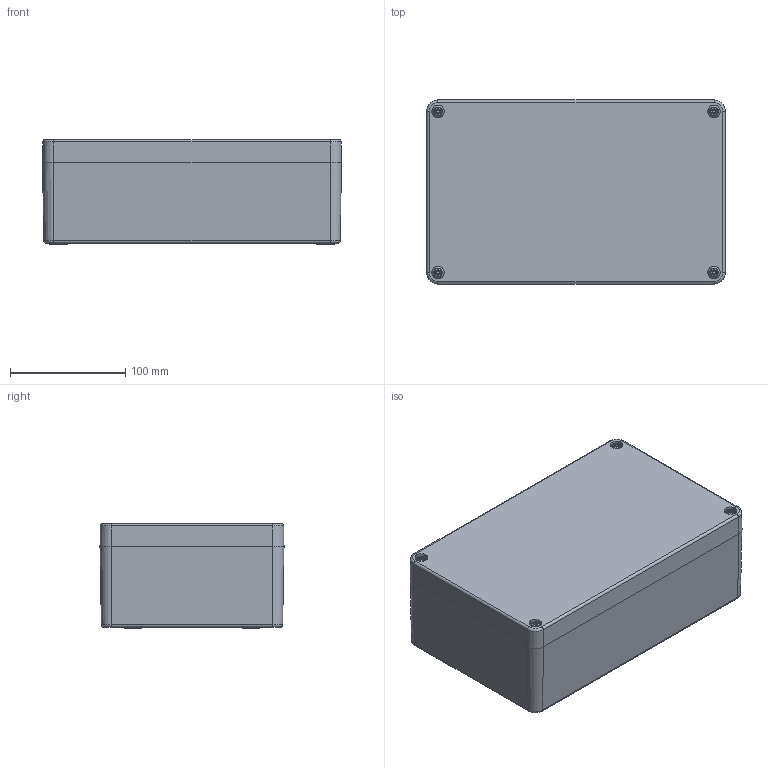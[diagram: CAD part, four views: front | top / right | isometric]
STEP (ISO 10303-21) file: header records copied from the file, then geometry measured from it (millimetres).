
FILE_DESCRIPTION(/* description */ (''),/* implementation_level */ '2;1');
FILE_NAME(/* name */ '0101102600-MBA_261690_VE.stp',/* time_stamp */ '2017-03-29T16:04:57+02:00',/* author */ ('robin.rentz'),/* organization */ (''),/* preprocessor_version */ 'ST-DEVELOPER v16.5',/* originating_system */ 'Autodesk Inventor 2017',/* authorisation */ '');
FILE_SCHEMA (('AUTOMOTIVE_DESIGN { 1 0 10303 214 3 1 1 }'));
Length unit declared in the file: millimetre
Products named in the file (5): 0101102600-MBA_261690_VE; 0100102602-UT_261690_neu_VE; 0100102601-OT_261690_neu_VE; xxx-O-Ring-MBA_261690; 1990000107 Schraube BM 6x25
Assembly tree (7 placements, depth 2):
  0101102600-MBA_261690_VE
    0100102602-UT_261690_neu_VE
    0100102601-OT_261690_neu_VE
    xxx-O-Ring-MBA_261690
    1990000107 Schraube BM 6x25  x4
Bounding box: 260 x 160 x 91 mm (x, y, z)
Volume: 710939.5 mm3; surface area: 340889.5 mm2
Topology: 7 solids, 7 shells, 1436 faces, 3647 edges, 2343 vertices
Faces by surface type: plane 638, bspline 327, cylinder 208, cone 140, torus 118, sphere 5
Full cylindrical faces by diameter (mm): 4.917 x11, 5 x4, 6 x4, 7.2 x5, 7.5 x8, 8 x9, 10 x4, 11 x4, 12 x2, 13 x4, 13.2 x4, 14.5 x4
Entity records: 42198 total; most frequent: CARTESIAN_POINT 12407, ORIENTED_EDGE 6486, DIRECTION 5269, EDGE_CURVE 3243, VERTEX_POINT 2127, LINE 1879, VECTOR 1879, AXIS2_PLACEMENT_3D 1695
